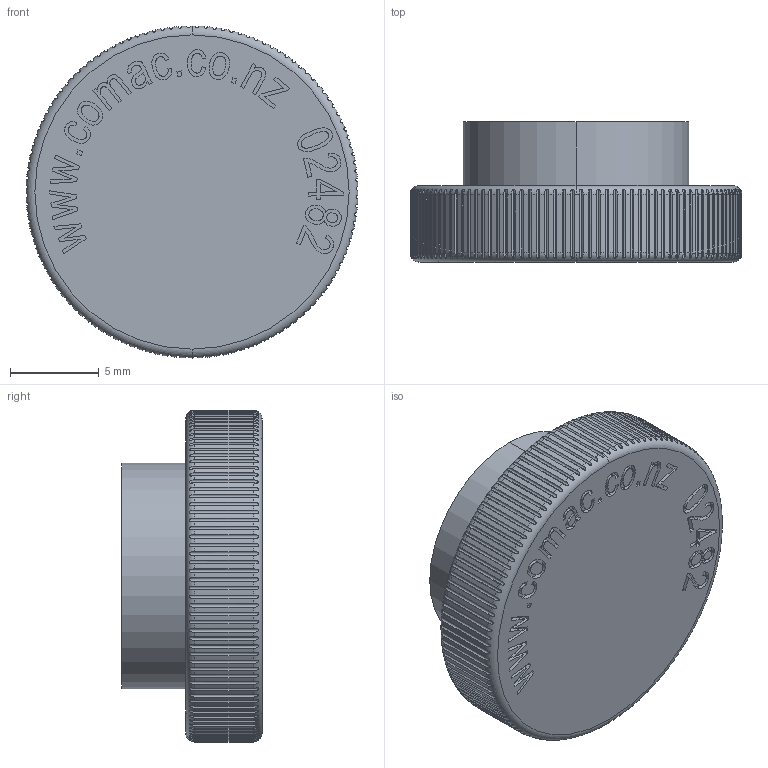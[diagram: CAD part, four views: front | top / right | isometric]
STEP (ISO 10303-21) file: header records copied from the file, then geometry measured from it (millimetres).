
FILE_DESCRIPTION (( 'STEP AP214' ), '1' );
FILE_NAME ('02482-Hex Cap Screw Head Black 19mm M6.STEP', '2018-08-01T03:18:37', ( '' ), ( '' ), 'SwSTEP 2.0', 'SolidWorks 2018', '' );
FILE_SCHEMA (( 'AUTOMOTIVE_DESIGN' ));
Length unit declared in the file: millimetre
Products named in the file (1): 02482-Hex Cap Screw Head Black 19mm M6
Bounding box: 18.7 x 7.9 x 18.7 mm (x, y, z)
Volume: 1227.9 mm3; surface area: 1216.3 mm2
Topology: 1 solids, 1 shells, 582 faces, 1648 edges, 1098 vertices
Faces by surface type: cylinder 307, plane 161, bspline 110, torus 4
Entity records: 27836 total; most frequent: CARTESIAN_POINT 13901, ORIENTED_EDGE 3296, DIRECTION 2278, EDGE_CURVE 1648, VERTEX_POINT 1098, VECTOR 804, LINE 804, AXIS2_PLACEMENT_3D 737
